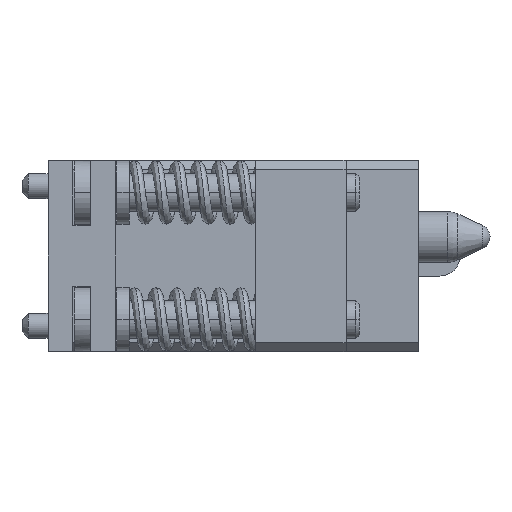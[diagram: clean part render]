
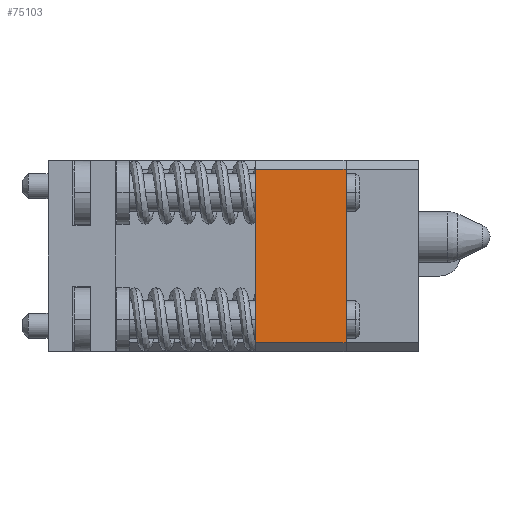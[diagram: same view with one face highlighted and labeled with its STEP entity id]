
A CAD part, left-side view. The second image highlights one B-rep face of the part: STEP entity #75103.
In plain terms, the highlighted planar face has unit normal (-1, 0, 0).
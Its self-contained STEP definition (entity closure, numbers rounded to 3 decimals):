
#160=DIRECTION('',(0.,0.,1.));
#161=VECTOR('',#160,13.63);
#162=CARTESIAN_POINT('',(-28.724,5.676,-6.815));
#163=LINE('',#162,#161);
#27138=DIRECTION('',(0.,-1.,0.));
#27139=VECTOR('',#27138,7.128);
#27140=CARTESIAN_POINT('',(-28.724,12.804,6.815));
#27141=LINE('',#27140,#27139);
#27146=DIRECTION('',(0.,0.,1.));
#27147=VECTOR('',#27146,13.63);
#27148=CARTESIAN_POINT('',(-28.724,12.804,-6.815));
#27149=LINE('',#27148,#27147);
#27158=DIRECTION('',(0.,-1.,0.));
#27159=VECTOR('',#27158,7.128);
#27160=CARTESIAN_POINT('',(-28.724,12.804,-6.815));
#27161=LINE('',#27160,#27159);
#27723=CARTESIAN_POINT('',(-28.724,12.804,-6.815));
#27724=CARTESIAN_POINT('',(-28.724,5.676,-6.815));
#27725=VERTEX_POINT('',#27723);
#27726=VERTEX_POINT('',#27724);
#27747=CARTESIAN_POINT('',(-28.724,12.804,6.815));
#27748=CARTESIAN_POINT('',(-28.724,5.676,6.815));
#27749=VERTEX_POINT('',#27747);
#27750=VERTEX_POINT('',#27748);
#75091=CARTESIAN_POINT('',(-28.724,12.78,-7.505));
#75092=DIRECTION('',(-1.,0.,0.));
#75093=DIRECTION('',(0.,-1.,0.));
#75094=AXIS2_PLACEMENT_3D('',#75091,#75092,#75093);
#75095=PLANE('',#75094);
#75097=ORIENTED_EDGE('',*,*,#75096,.F.);
#75098=ORIENTED_EDGE('',*,*,#38074,.T.);
#75099=ORIENTED_EDGE('',*,*,#75085,.T.);
#75100=ORIENTED_EDGE('',*,*,#34974,.F.);
#75101=EDGE_LOOP('',(#75097,#75098,#75099,#75100));
#75102=FACE_OUTER_BOUND('',#75101,.F.);
#75103=ADVANCED_FACE('',(#75102),#75095,.T.);
#34974=EDGE_CURVE('',#27726,#27750,#163,.T.);
#38074=EDGE_CURVE('',#27725,#27749,#27149,.T.);
#75085=EDGE_CURVE('',#27749,#27750,#27141,.T.);
#75096=EDGE_CURVE('',#27725,#27726,#27161,.T.);
